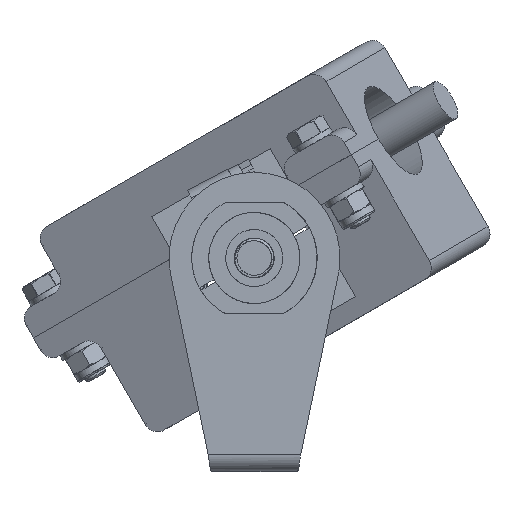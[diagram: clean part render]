
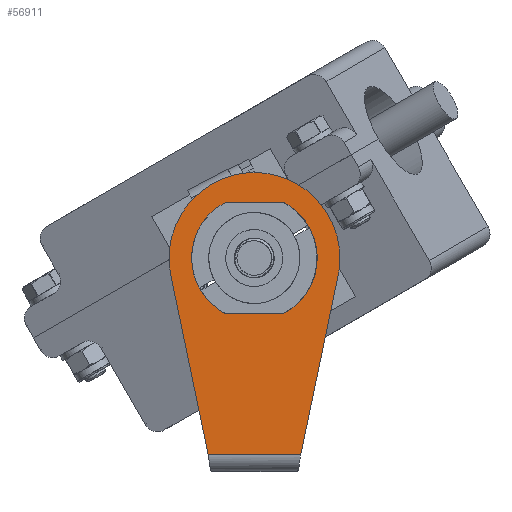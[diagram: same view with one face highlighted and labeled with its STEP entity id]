
A CAD part, left-side view. The second image highlights one B-rep face of the part: STEP entity #56911.
In plain terms, the highlighted free-form (B-spline) face has degree [1, 1] with [2, 2] control points.
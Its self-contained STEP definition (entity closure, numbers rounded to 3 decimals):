
#56462 = VERTEX_POINT('',#56463);
#56463 = CARTESIAN_POINT('',(-206.679,-17.914,
    -76.074));
#56476 = EDGE_CURVE('',#56462,#56477,#56479,.T.);
#56477 = VERTEX_POINT('',#56478);
#56478 = CARTESIAN_POINT('',(-206.679,17.914,
    -76.074));
#56479 = B_SPLINE_CURVE_WITH_KNOTS('',1,(#56480,#56481),.UNSPECIFIED.,
  .F.,.F.,(2,2),(-26.433,6.07),
  .PIECEWISE_BEZIER_KNOTS.);
#56480 = CARTESIAN_POINT('',(-206.679,-17.914,
    -76.074));
#56481 = CARTESIAN_POINT('',(-206.679,17.914,
    -76.074));
#56655 = EDGE_CURVE('',#56477,#56656,#56658,.T.);
#56656 = VERTEX_POINT('',#56657);
#56657 = CARTESIAN_POINT('',(-206.679,32.372,
    -6.769));
#56658 = B_SPLINE_CURVE_WITH_KNOTS('',1,(#56659,#56660),.UNSPECIFIED.,
  .F.,.F.,(2,2),(6.129,70.356),
  .PIECEWISE_BEZIER_KNOTS.);
#56659 = CARTESIAN_POINT('',(-206.679,17.914,
    -76.074));
#56660 = CARTESIAN_POINT('',(-206.679,32.372,
    -6.769));
#56749 = VERTEX_POINT('',#56750);
#56750 = CARTESIAN_POINT('',(-206.679,-11.341,
    21.486));
#56755 = EDGE_CURVE('',#56756,#56749,#56758,.T.);
#56756 = VERTEX_POINT('',#56757);
#56757 = CARTESIAN_POINT('',(-206.679,-11.287,
    -21.546));
#56758 = ( BOUNDED_CURVE() B_SPLINE_CURVE(2,(#56759,#56760,#56761),
.UNSPECIFIED.,.F.,.F.) B_SPLINE_CURVE_WITH_KNOTS((3,3),(5.195,
7.369),.PIECEWISE_BEZIER_KNOTS.) CURVE() 
GEOMETRIC_REPRESENTATION_ITEM() RATIONAL_B_SPLINE_CURVE((1.,
0.465,1.)) REPRESENTATION_ITEM('') );
#56759 = CARTESIAN_POINT('',(-206.679,-11.287,
    -21.546));
#56760 = CARTESIAN_POINT('',(-206.679,-52.232,
    -0.081));
#56761 = CARTESIAN_POINT('',(-206.679,-11.341,
    21.486));
#56781 = EDGE_CURVE('',#56749,#56782,#56784,.T.);
#56782 = VERTEX_POINT('',#56783);
#56783 = CARTESIAN_POINT('',(-206.679,11.287,
    21.486));
#56784 = B_SPLINE_CURVE_WITH_KNOTS('',1,(#56785,#56786),.UNSPECIFIED.,
  .F.,.F.,(2,2),(-20.529,0.),.PIECEWISE_BEZIER_KNOTS.);
#56785 = CARTESIAN_POINT('',(-206.679,-11.341,
    21.486));
#56786 = CARTESIAN_POINT('',(-206.679,11.287,
    21.486));
#56802 = VERTEX_POINT('',#56803);
#56803 = CARTESIAN_POINT('',(-206.679,24.307,
    -0.395));
#56808 = EDGE_CURVE('',#56782,#56802,#56809,.T.);
#56809 = ( BOUNDED_CURVE() B_SPLINE_CURVE(2,(#56810,#56811,#56812),
.UNSPECIFIED.,.F.,.F.) B_SPLINE_CURVE_WITH_KNOTS((3,3),(0.,1.105
),.PIECEWISE_BEZIER_KNOTS.) CURVE() GEOMETRIC_REPRESENTATION_ITEM() 
RATIONAL_B_SPLINE_CURVE((1.,0.851,1.)) REPRESENTATION_ITEM('') 
  );
#56810 = CARTESIAN_POINT('',(-206.679,11.287,
    21.486));
#56811 = CARTESIAN_POINT('',(-206.679,24.545,
    14.561));
#56812 = CARTESIAN_POINT('',(-206.679,24.307,
    -0.395));
#56829 = VERTEX_POINT('',#56830);
#56830 = CARTESIAN_POINT('',(-206.679,-32.372,
    -6.769));
#56835 = EDGE_CURVE('',#56829,#56462,#56836,.T.);
#56836 = B_SPLINE_CURVE_WITH_KNOTS('',1,(#56837,#56838),.UNSPECIFIED.,
  .F.,.F.,(2,2),(-70.356,-6.129),
  .PIECEWISE_BEZIER_KNOTS.);
#56837 = CARTESIAN_POINT('',(-206.679,-32.372,
    -6.769));
#56838 = CARTESIAN_POINT('',(-206.679,-17.914,
    -76.074));
#56851 = VERTEX_POINT('',#56852);
#56852 = CARTESIAN_POINT('',(-206.679,11.287,
    -21.546));
#56857 = EDGE_CURVE('',#56851,#56756,#56858,.T.);
#56858 = B_SPLINE_CURVE_WITH_KNOTS('',1,(#56859,#56860),.UNSPECIFIED.,
  .F.,.F.,(2,2),(0.,20.479),.PIECEWISE_BEZIER_KNOTS.);
#56859 = CARTESIAN_POINT('',(-206.679,11.287,
    -21.546));
#56860 = CARTESIAN_POINT('',(-206.679,-11.287,
    -21.546));
#56872 = EDGE_CURVE('',#56802,#56851,#56873,.T.);
#56873 = ( BOUNDED_CURVE() B_SPLINE_CURVE(2,(#56874,#56875,#56876),
.UNSPECIFIED.,.F.,.F.) B_SPLINE_CURVE_WITH_KNOTS((3,3),(3.157,
4.23),.PIECEWISE_BEZIER_KNOTS.) CURVE() 
GEOMETRIC_REPRESENTATION_ITEM() RATIONAL_B_SPLINE_CURVE((1.,
0.86,1.)) REPRESENTATION_ITEM('') );
#56874 = CARTESIAN_POINT('',(-206.679,24.307,
    -0.395));
#56875 = CARTESIAN_POINT('',(-206.679,24.081,
    -14.839));
#56876 = CARTESIAN_POINT('',(-206.679,11.287,
    -21.546));
#56892 = EDGE_CURVE('',#56656,#56829,#56893,.T.);
#56893 = ( BOUNDED_CURVE() B_SPLINE_CURVE(2,(#56894,#56895,#56896,#56897
,#56898),.UNSPECIFIED.,.F.,.F.) B_SPLINE_CURVE_WITH_KNOTS((3,2,3),(
    2.73,4.507,6.283),
.PIECEWISE_BEZIER_KNOTS.) CURVE() GEOMETRIC_REPRESENTATION_ITEM() 
RATIONAL_B_SPLINE_CURVE((1.,0.631,1.,0.631,1.)) 
REPRESENTATION_ITEM('') );
#56894 = CARTESIAN_POINT('',(-206.679,32.372,
    -6.769));
#56895 = CARTESIAN_POINT('',(-206.679,40.679,
    33.053));
#56896 = CARTESIAN_POINT('',(-206.679,0.,
    33.053));
#56897 = CARTESIAN_POINT('',(-206.679,-40.679,
    33.053));
#56898 = CARTESIAN_POINT('',(-206.679,-32.372,
    -6.769));
#56911 = ADVANCED_FACE('',(#56912,#56918),#56925,.T.);
#56912 = FACE_BOUND('',#56913,.T.);
#56913 = EDGE_LOOP('',(#56914,#56915,#56916,#56917));
#56914 = ORIENTED_EDGE('',*,*,#56476,.F.);
#56915 = ORIENTED_EDGE('',*,*,#56835,.F.);
#56916 = ORIENTED_EDGE('',*,*,#56892,.F.);
#56917 = ORIENTED_EDGE('',*,*,#56655,.F.);
#56918 = FACE_BOUND('',#56919,.T.);
#56919 = EDGE_LOOP('',(#56920,#56921,#56922,#56923,#56924));
#56920 = ORIENTED_EDGE('',*,*,#56808,.F.);
#56921 = ORIENTED_EDGE('',*,*,#56781,.F.);
#56922 = ORIENTED_EDGE('',*,*,#56755,.F.);
#56923 = ORIENTED_EDGE('',*,*,#56857,.F.);
#56924 = ORIENTED_EDGE('',*,*,#56872,.F.);
#56925 = B_SPLINE_SURFACE_WITH_KNOTS('',1,1,(
    (#56926,#56927)
    ,(#56928,#56929
    )),.UNSPECIFIED.,.F.,.F.,.F.,(2,2),(2,2),(-31.95,
    31.606),(-47.692,53.163),
  .PIECEWISE_BEZIER_KNOTS.);
#56926 = CARTESIAN_POINT('',(-206.679,52.156,
    -66.898));
#56927 = CARTESIAN_POINT('',(-206.679,23.383,
    40.485));
#56928 = CARTESIAN_POINT('',(-206.679,-15.514,
    -85.031));
#56929 = CARTESIAN_POINT('',(-206.679,-44.287,
    22.353));
